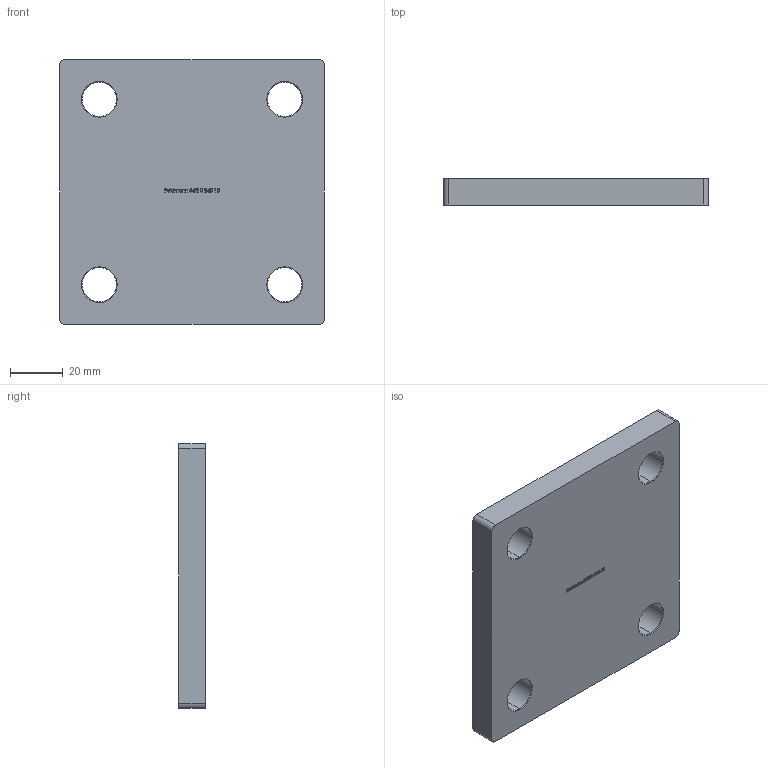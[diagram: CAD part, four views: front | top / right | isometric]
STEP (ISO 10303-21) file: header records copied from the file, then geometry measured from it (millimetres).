
FILE_DESCRIPTION (( 'STEP AP203' ), '1' );
FILE_NAME ('54210-240-10.step', '2020-10-21T11:03:48', ( '' ), ( '' ), 'SwSTEP 2.0', 'SolidWorks 2018', '' );
FILE_SCHEMA (( 'CONFIG_CONTROL_DESIGN' ));
Length unit declared in the file: millimetre
Products named in the file (2): 54210-240-10
Bounding box: 100 x 10 x 100 mm (x, y, z)
Volume: 94645.4 mm3; surface area: 24494 mm2
Topology: 1 solids, 1 shells, 275 faces, 719 edges, 474 vertices
Faces by surface type: plane 152, bspline 95, cone 16, cylinder 12
Entity records: 14134 total; most frequent: CARTESIAN_POINT 7813, ORIENTED_EDGE 1438, DIRECTION 933, EDGE_CURVE 719, VECTOR 489, LINE 489, VERTEX_POINT 474, EDGE_LOOP 311
